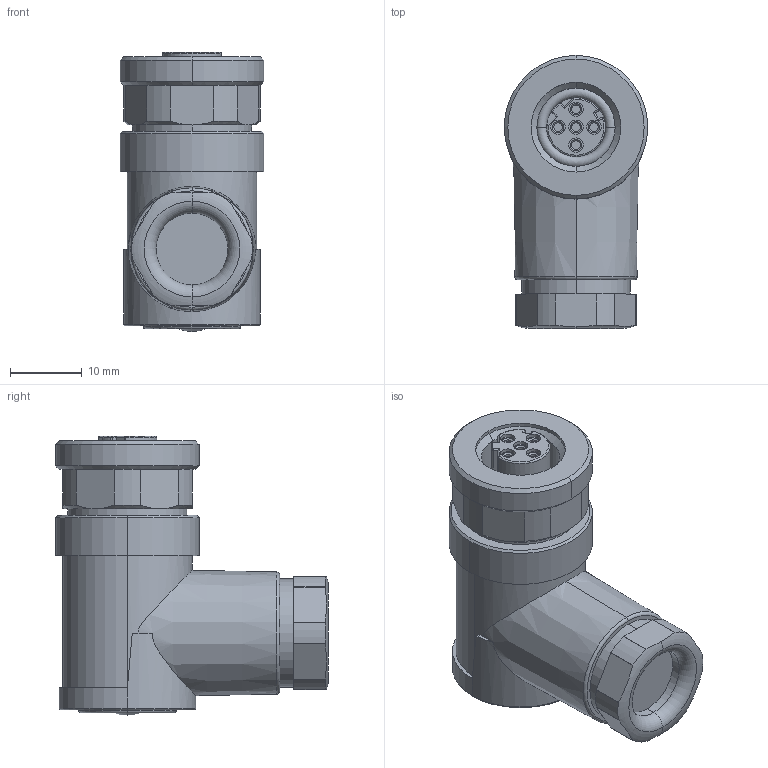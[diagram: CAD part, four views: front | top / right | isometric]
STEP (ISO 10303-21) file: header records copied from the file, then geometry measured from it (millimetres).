
FILE_DESCRIPTION((''),'2;1');
FILE_NAME('C-T4112502051-000','2016-06-02T',('workeradm'),('Tyco Electronics Ltd.'),'CREO PARAMETRIC BY PTC INC, 2015200','CREO PARAMETRIC BY PTC INC, 2015200','');
FILE_SCHEMA(('AUTOMOTIVE_DESIGN { 1 0 10303 214 1 1 1 1 }'));
Length unit declared in the file: millimetre
Products named in the file (1): C-T4112502051-000
Bounding box: 20 x 38 x 38.9 mm (x, y, z)
Volume: 14232.9 mm3; surface area: 4751.9 mm2
Topology: 1 solids, 1 shells, 190 faces, 428 edges, 257 vertices
Faces by surface type: cylinder 85, plane 54, cone 26, torus 17, sphere 8
Entity records: 5645 total; most frequent: CARTESIAN_POINT 1279, DIRECTION 985, ORIENTED_EDGE 852, EDGE_CURVE 426, AXIS2_PLACEMENT_3D 413, VERTEX_POINT 257, CIRCLE 223, EDGE_LOOP 209
